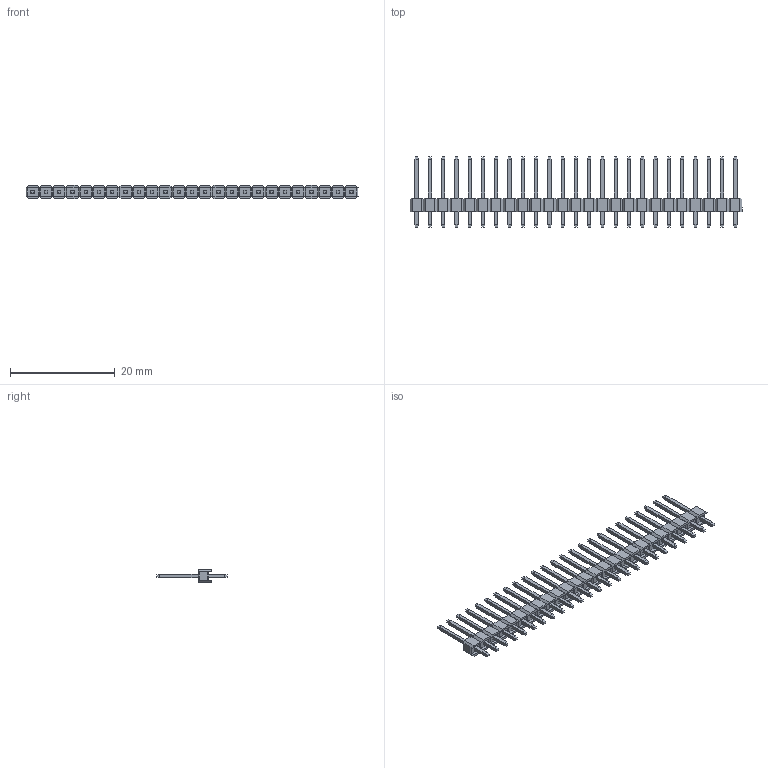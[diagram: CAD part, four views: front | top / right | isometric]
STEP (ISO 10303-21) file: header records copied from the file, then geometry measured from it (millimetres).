
FILE_DESCRIPTION (( 'STEP AP214' ), '1' );
FILE_NAME ('1x25 Male Pin Header.STEP', '2021-11-12T15:30:25', ( 'M.B.I.' ), ( '' ), 'SwSTEP 2.0', '', '' );
FILE_SCHEMA (( 'AUTOMOTIVE_DESIGN' ));
Length unit declared in the file: millimetre
Products named in the file (1): 1x25 Male Pin Header
Bounding box: 63.51 x 13.54 x 2.5 mm (x, y, z)
Volume: 436 mm3; surface area: 1729.1 mm2
Topology: 26 solids, 26 shells, 958 faces, 2464 edges, 1558 vertices
Faces by surface type: plane 958
Entity records: 28495 total; most frequent: CARTESIAN_POINT 4981, ORIENTED_EDGE 4928, DIRECTION 4382, VECTOR 2464, EDGE_CURVE 2464, LINE 2464, VERTEX_POINT 1558, EDGE_LOOP 1008
